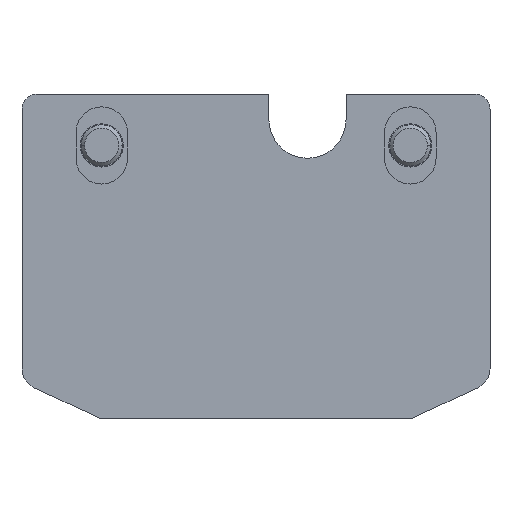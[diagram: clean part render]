
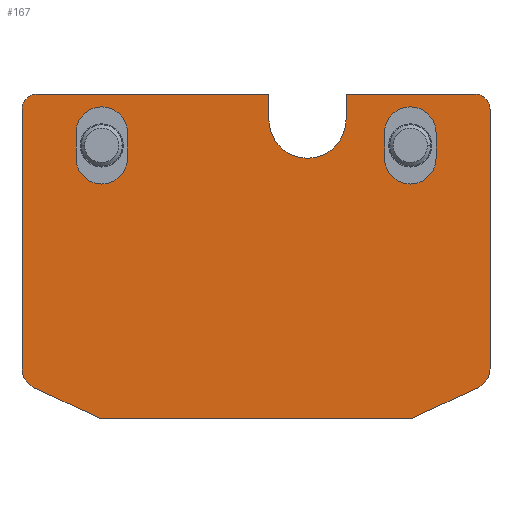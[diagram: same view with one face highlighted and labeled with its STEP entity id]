
A CAD part, left-side view. The second image highlights one B-rep face of the part: STEP entity #167.
In plain terms, the highlighted planar face has unit normal (-1, 0, 0).
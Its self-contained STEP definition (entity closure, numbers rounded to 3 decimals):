
#167=ADVANCED_FACE('',(#378,#379,#380),#381,.F.);
#378=FACE_OUTER_BOUND('',#668,.T.);
#379=FACE_BOUND('',#669,.T.);
#380=FACE_BOUND('',#670,.T.);
#381=PLANE('',#671);
#668=EDGE_LOOP('',(#993,#994,#995,#996,#997,#998,#999,#1000,#1001,#1002,#1003,#1004,#1005,#1006,#1007));
#669=EDGE_LOOP('',(#1008,#1009,#1010,#1011,#1012,#1013));
#670=EDGE_LOOP('',(#1014,#1015,#1016,#1017,#1018,#1019));
#671=AXIS2_PLACEMENT_3D('',#1020,#1021,#1022);
#993=ORIENTED_EDGE('',*,*,#1670,.T.);
#994=ORIENTED_EDGE('',*,*,#1671,.T.);
#995=ORIENTED_EDGE('',*,*,#1672,.T.);
#996=ORIENTED_EDGE('',*,*,#1673,.T.);
#997=ORIENTED_EDGE('',*,*,#1674,.F.);
#998=ORIENTED_EDGE('',*,*,#1675,.F.);
#999=ORIENTED_EDGE('',*,*,#1648,.F.);
#1000=ORIENTED_EDGE('',*,*,#1668,.F.);
#1001=ORIENTED_EDGE('',*,*,#1653,.F.);
#1002=ORIENTED_EDGE('',*,*,#1676,.F.);
#1003=ORIENTED_EDGE('',*,*,#1658,.F.);
#1004=ORIENTED_EDGE('',*,*,#1677,.F.);
#1005=ORIENTED_EDGE('',*,*,#1678,.F.);
#1006=ORIENTED_EDGE('',*,*,#1679,.F.);
#1007=ORIENTED_EDGE('',*,*,#1680,.F.);
#1008=ORIENTED_EDGE('',*,*,#1681,.T.);
#1009=ORIENTED_EDGE('',*,*,#1682,.T.);
#1010=ORIENTED_EDGE('',*,*,#1683,.T.);
#1011=ORIENTED_EDGE('',*,*,#1684,.T.);
#1012=ORIENTED_EDGE('',*,*,#1685,.T.);
#1013=ORIENTED_EDGE('',*,*,#1618,.T.);
#1014=ORIENTED_EDGE('',*,*,#1686,.T.);
#1015=ORIENTED_EDGE('',*,*,#1687,.T.);
#1016=ORIENTED_EDGE('',*,*,#1688,.T.);
#1017=ORIENTED_EDGE('',*,*,#1689,.T.);
#1018=ORIENTED_EDGE('',*,*,#1690,.T.);
#1019=ORIENTED_EDGE('',*,*,#1691,.T.);
#1020=CARTESIAN_POINT('',(0.,-30.0,-20.288));
#1021=DIRECTION('',(1.0,0.0,0.));
#1022=DIRECTION('',(0.,0.0,-1.0));
#1618=EDGE_CURVE('',#1902,#1900,#1903,.T.);
#1648=EDGE_CURVE('',#1951,#1953,#1954,.T.);
#1653=EDGE_CURVE('',#1960,#1962,#1963,.T.);
#1658=EDGE_CURVE('',#1969,#1971,#1972,.T.);
#1668=EDGE_CURVE('',#1962,#1951,#1986,.T.);
#1670=EDGE_CURVE('',#1988,#1989,#1990,.T.);
#1671=EDGE_CURVE('',#1989,#1991,#1992,.T.);
#1672=EDGE_CURVE('',#1991,#1993,#1994,.T.);
#1673=EDGE_CURVE('',#1993,#1995,#1996,.T.);
#1674=EDGE_CURVE('',#1997,#1995,#1998,.T.);
#1675=EDGE_CURVE('',#1953,#1997,#1999,.T.);
#1676=EDGE_CURVE('',#1971,#1960,#2000,.T.);
#1677=EDGE_CURVE('',#2001,#1969,#2002,.T.);
#1678=EDGE_CURVE('',#2003,#2001,#2004,.T.);
#1679=EDGE_CURVE('',#2005,#2003,#2006,.T.);
#1680=EDGE_CURVE('',#1988,#2005,#2007,.T.);
#1681=EDGE_CURVE('',#1900,#2008,#2009,.T.);
#1682=EDGE_CURVE('',#2008,#2010,#2011,.T.);
#1683=EDGE_CURVE('',#2010,#2012,#2013,.T.);
#1684=EDGE_CURVE('',#2012,#2014,#2015,.T.);
#1685=EDGE_CURVE('',#2014,#1902,#2016,.T.);
#1686=EDGE_CURVE('',#2017,#2018,#2019,.T.);
#1687=EDGE_CURVE('',#2018,#2020,#2021,.T.);
#1688=EDGE_CURVE('',#2020,#2022,#2023,.T.);
#1689=EDGE_CURVE('',#2022,#2024,#2025,.T.);
#1690=EDGE_CURVE('',#2024,#2026,#2027,.T.);
#1691=EDGE_CURVE('',#2026,#2017,#2028,.T.);
#1900=VERTEX_POINT('',#2324);
#1902=VERTEX_POINT('',#2327);
#1903=LINE('',#2328,#2329);
#1951=VERTEX_POINT('',#2395);
#1953=VERTEX_POINT('',#2398);
#1954=LINE('',#2399,#2400);
#1960=VERTEX_POINT('',#2408);
#1962=VERTEX_POINT('',#2411);
#1963=LINE('',#2412,#2413);
#1969=VERTEX_POINT('',#2421);
#1971=VERTEX_POINT('',#2424);
#1972=LINE('',#2425,#2426);
#1986=CIRCLE('',#2466,4.);
#1988=VERTEX_POINT('',#2468);
#1989=VERTEX_POINT('',#2469);
#1990=LINE('',#2470,#2471);
#1991=VERTEX_POINT('',#2472);
#1992=CIRCLE('',#2473,7.5);
#1993=VERTEX_POINT('',#2474);
#1994=CIRCLE('',#2475,7.5);
#1995=VERTEX_POINT('',#2476);
#1996=LINE('',#2477,#2478);
#1997=VERTEX_POINT('',#2479);
#1998=LINE('',#2480,#2481);
#1999=CIRCLE('',#2482,3.0);
#2000=LINE('',#2483,#2484);
#2001=VERTEX_POINT('',#2485);
#2002=CIRCLE('',#2486,4.0);
#2003=VERTEX_POINT('',#2487);
#2004=LINE('',#2488,#2489);
#2005=VERTEX_POINT('',#2490);
#2006=CIRCLE('',#2491,3.0);
#2007=LINE('',#2492,#2493);
#2008=VERTEX_POINT('',#2494);
#2009=CIRCLE('',#2495,5.0);
#2010=VERTEX_POINT('',#2496);
#2011=CIRCLE('',#2497,5.0);
#2012=VERTEX_POINT('',#2498);
#2013=LINE('',#2499,#2500);
#2014=VERTEX_POINT('',#2501);
#2015=CIRCLE('',#2502,5.0);
#2016=CIRCLE('',#2503,5.0);
#2017=VERTEX_POINT('',#2504);
#2018=VERTEX_POINT('',#2505);
#2019=CIRCLE('',#2506,5.0);
#2020=VERTEX_POINT('',#2507);
#2021=CIRCLE('',#2508,5.0);
#2022=VERTEX_POINT('',#2509);
#2023=LINE('',#2510,#2511);
#2024=VERTEX_POINT('',#2512);
#2025=CIRCLE('',#2513,5.0);
#2026=VERTEX_POINT('',#2514);
#2027=CIRCLE('',#2515,5.0);
#2028=LINE('',#2516,#2517);
#2324=CARTESIAN_POINT('',(0.,-5.0,-2.5));
#2327=CARTESIAN_POINT('',(0.,-5.0,2.5));
#2328=CARTESIAN_POINT('',(0.,-5.0,-10.144));
#2329=VECTOR('',#3047,1.0);
#2395=CARTESIAN_POINT('',(0.,15.5,-43.453));
#2398=CARTESIAN_POINT('',(0.,15.5,7.0));
#2399=CARTESIAN_POINT('',(0.,15.5,-43.453));
#2400=VECTOR('',#3098,1.0);
#2408=CARTESIAN_POINT('',(0.,0.5,-53.0));
#2411=CARTESIAN_POINT('',(0.,13.192,-47.077));
#2412=CARTESIAN_POINT('',(0.,0.5,-53.0));
#2413=VECTOR('',#3102,1.0);
#2421=CARTESIAN_POINT('',(0.,-73.192,-47.077));
#2424=CARTESIAN_POINT('',(0.,-60.5,-53.0));
#2425=CARTESIAN_POINT('',(0.,-73.192,-47.077));
#2426=VECTOR('',#3106,1.0);
#2466=AXIS2_PLACEMENT_3D('',#3114,#3115,#3116);
#2468=CARTESIAN_POINT('',(0.,-47.5,10.0));
#2469=CARTESIAN_POINT('',(0.,-47.5,5.0));
#2470=CARTESIAN_POINT('',(0.,-47.5,-5.144));
#2471=VECTOR('',#3117,1.0);
#2472=CARTESIAN_POINT('',(0.,-40.0,-2.5));
#2473=AXIS2_PLACEMENT_3D('',#3118,#3119,#3120);
#2474=CARTESIAN_POINT('',(0.,-32.5,5.0));
#2475=AXIS2_PLACEMENT_3D('',#3121,#3122,#3123);
#2476=CARTESIAN_POINT('',(0.,-32.5,10.0));
#2477=CARTESIAN_POINT('',(0.,-32.5,-5.144));
#2478=VECTOR('',#3124,1.0);
#2479=CARTESIAN_POINT('',(0.0,12.5,10.0));
#2480=CARTESIAN_POINT('',(0.0,12.5,10.0));
#2481=VECTOR('',#3125,1.0);
#2482=AXIS2_PLACEMENT_3D('',#3126,#3127,#3128);
#2483=CARTESIAN_POINT('',(0.,-60.5,-53.0));
#2484=VECTOR('',#3129,1.0);
#2485=CARTESIAN_POINT('',(0.,-75.5,-43.453));
#2486=AXIS2_PLACEMENT_3D('',#3130,#3131,#3132);
#2487=CARTESIAN_POINT('',(0.,-75.5,7.0));
#2488=CARTESIAN_POINT('',(0.,-75.5,7.0));
#2489=VECTOR('',#3133,1.0);
#2490=CARTESIAN_POINT('',(0.0,-72.5,10.0));
#2491=AXIS2_PLACEMENT_3D('',#3134,#3135,#3136);
#2492=CARTESIAN_POINT('',(0.0,12.5,10.0));
#2493=VECTOR('',#3137,1.0);
#2494=CARTESIAN_POINT('',(0.,0.,-7.5));
#2495=AXIS2_PLACEMENT_3D('',#3138,#3139,#3140);
#2496=CARTESIAN_POINT('',(0.,5.0,-2.5));
#2497=AXIS2_PLACEMENT_3D('',#3141,#3142,#3143);
#2498=CARTESIAN_POINT('',(0.,5.0,2.5));
#2499=CARTESIAN_POINT('',(0.,5.0,-10.144));
#2500=VECTOR('',#3144,1.0);
#2501=CARTESIAN_POINT('',(0.,0.,7.5));
#2502=AXIS2_PLACEMENT_3D('',#3145,#3146,#3147);
#2503=AXIS2_PLACEMENT_3D('',#3148,#3149,#3150);
#2504=CARTESIAN_POINT('',(0.,-65.0,-2.5));
#2505=CARTESIAN_POINT('',(0.,-60.0,-7.5));
#2506=AXIS2_PLACEMENT_3D('',#3151,#3152,#3153);
#2507=CARTESIAN_POINT('',(0.,-55.0,-2.5));
#2508=AXIS2_PLACEMENT_3D('',#3154,#3155,#3156);
#2509=CARTESIAN_POINT('',(0.,-55.0,2.5));
#2510=CARTESIAN_POINT('',(0.,-55.0,-10.144));
#2511=VECTOR('',#3157,1.0);
#2512=CARTESIAN_POINT('',(0.,-60.0,7.5));
#2513=AXIS2_PLACEMENT_3D('',#3158,#3159,#3160);
#2514=CARTESIAN_POINT('',(0.,-65.0,2.5));
#2515=AXIS2_PLACEMENT_3D('',#3161,#3162,#3163);
#2516=CARTESIAN_POINT('',(0.,-65.0,-10.144));
#2517=VECTOR('',#3164,1.0);
#3047=DIRECTION('',(0.,0.,-1.0));
#3098=DIRECTION('',(0.,0.0,1.0));
#3102=DIRECTION('',(0.,0.906,0.423));
#3106=DIRECTION('',(0.,0.906,-0.423));
#3114=CARTESIAN_POINT('',(0.,11.5,-43.453));
#3115=DIRECTION('',(1.0,0.0,0.));
#3116=DIRECTION('',(0.,0.0,-1.0));
#3117=DIRECTION('',(0.,0.,-1.0));
#3118=CARTESIAN_POINT('',(0.,-40.0,5.0));
#3119=DIRECTION('',(1.0,0.0,0.));
#3120=DIRECTION('',(0.,0.,1.0));
#3121=CARTESIAN_POINT('',(0.,-40.0,5.0));
#3122=DIRECTION('',(1.0,0.0,0.));
#3123=DIRECTION('',(0.,0.,1.0));
#3124=DIRECTION('',(0.,0.,1.0));
#3125=DIRECTION('',(0.0,-1.0,0.0));
#3126=CARTESIAN_POINT('',(0.,12.5,7.0));
#3127=DIRECTION('',(1.0,0.0,0.));
#3128=DIRECTION('',(0.,0.0,-1.0));
#3129=DIRECTION('',(0.0,1.0,0.0));
#3130=CARTESIAN_POINT('',(0.,-71.5,-43.453));
#3131=DIRECTION('',(1.0,0.0,0.));
#3132=DIRECTION('',(0.,0.0,-1.0));
#3133=DIRECTION('',(0.,0.,-1.0));
#3134=CARTESIAN_POINT('',(0.,-72.5,7.0));
#3135=DIRECTION('',(1.0,0.0,0.));
#3136=DIRECTION('',(0.,0.0,-1.0));
#3137=DIRECTION('',(0.0,-1.0,0.0));
#3138=CARTESIAN_POINT('',(0.,0.,-2.5));
#3139=DIRECTION('',(1.0,0.0,0.));
#3140=DIRECTION('',(0.,0.,1.0));
#3141=CARTESIAN_POINT('',(0.,0.,-2.5));
#3142=DIRECTION('',(1.0,0.0,0.));
#3143=DIRECTION('',(0.,0.,1.0));
#3144=DIRECTION('',(0.,0.,1.0));
#3145=CARTESIAN_POINT('',(0.,0.,2.5));
#3146=DIRECTION('',(1.0,0.0,0.));
#3147=DIRECTION('',(0.,0.,1.0));
#3148=CARTESIAN_POINT('',(0.,0.,2.5));
#3149=DIRECTION('',(1.0,0.0,0.));
#3150=DIRECTION('',(0.,0.,1.0));
#3151=CARTESIAN_POINT('',(0.,-60.0,-2.5));
#3152=DIRECTION('',(1.0,0.0,0.));
#3153=DIRECTION('',(0.,0.,1.0));
#3154=CARTESIAN_POINT('',(0.,-60.0,-2.5));
#3155=DIRECTION('',(1.0,0.0,0.));
#3156=DIRECTION('',(0.,0.,1.0));
#3157=DIRECTION('',(0.,0.,1.0));
#3158=CARTESIAN_POINT('',(0.,-60.0,2.5));
#3159=DIRECTION('',(1.0,0.0,0.));
#3160=DIRECTION('',(0.,0.,1.0));
#3161=CARTESIAN_POINT('',(0.,-60.0,2.5));
#3162=DIRECTION('',(1.0,0.0,0.));
#3163=DIRECTION('',(0.,0.,1.0));
#3164=DIRECTION('',(0.,0.,-1.0));
